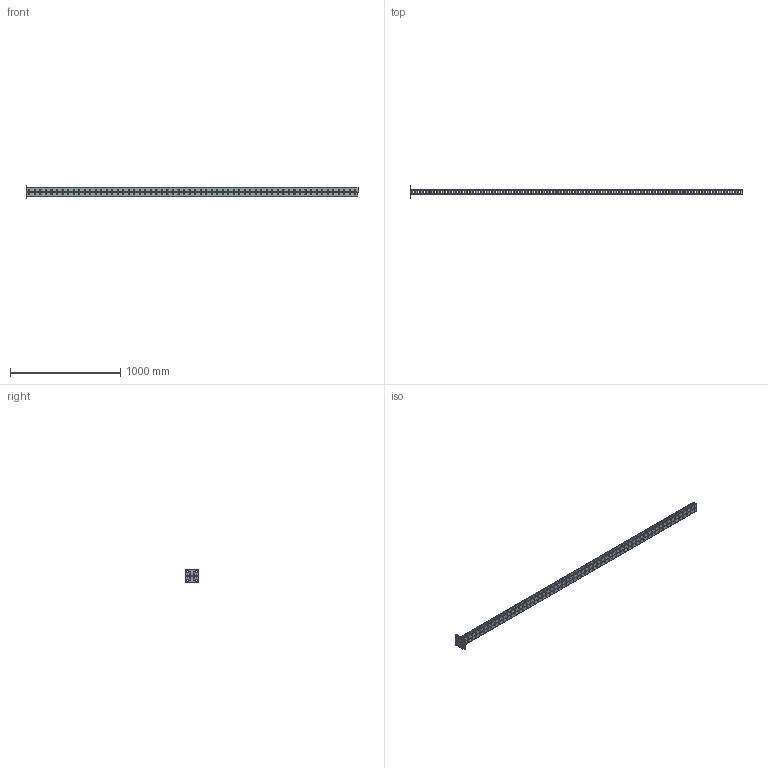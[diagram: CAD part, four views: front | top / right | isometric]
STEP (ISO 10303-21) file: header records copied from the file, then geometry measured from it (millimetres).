
FILE_DESCRIPTION (( 'STEP AP203' ), '1' );
FILE_NAME ('Êðîíøòåéí ïîòîëî÷íûé äâîéíîé_h41-3000.step', '2022-01-27T08:09:35', ( '' ), ( '' ), 'SwSTEP 2.0', 'SolidWorks 2017', '' );
FILE_SCHEMA (( 'CONFIG_CONTROL_DESIGN' ));
Length unit declared in the file: millimetre
Products named in the file (3): Ïÿòêà ïîòîëî÷êàÿ; Êðîíøòåéí ïîòîëî÷íûé äâîéíîé_h41-3000; STRUT-镳铘桦黖h41-3000
Assembly tree (3 placements, depth 2):
  Êðîíøòåéí ïîòîëî÷íûé äâîéíîé_h41-3000
    Ïÿòêà ïîòîëî÷êàÿ
    STRUT-镳铘桦黖h41-3000  x2
Bounding box: 3006 x 120 x 120 mm (x, y, z)
Volume: 1918467.3 mm3; surface area: 1607998.9 mm2
Topology: 3 solids, 3 shells, 4726 faces, 14158 edges, 9438 vertices
Faces by surface type: plane 3976, cylinder 750
Entity records: 80325 total; most frequent: CARTESIAN_POINT 14270, ORIENTED_EDGE 14260, DIRECTION 12672, EDGE_CURVE 7130, VECTOR 6362, LINE 6362, VERTEX_POINT 4753, AXIS2_PLACEMENT_3D 3155
